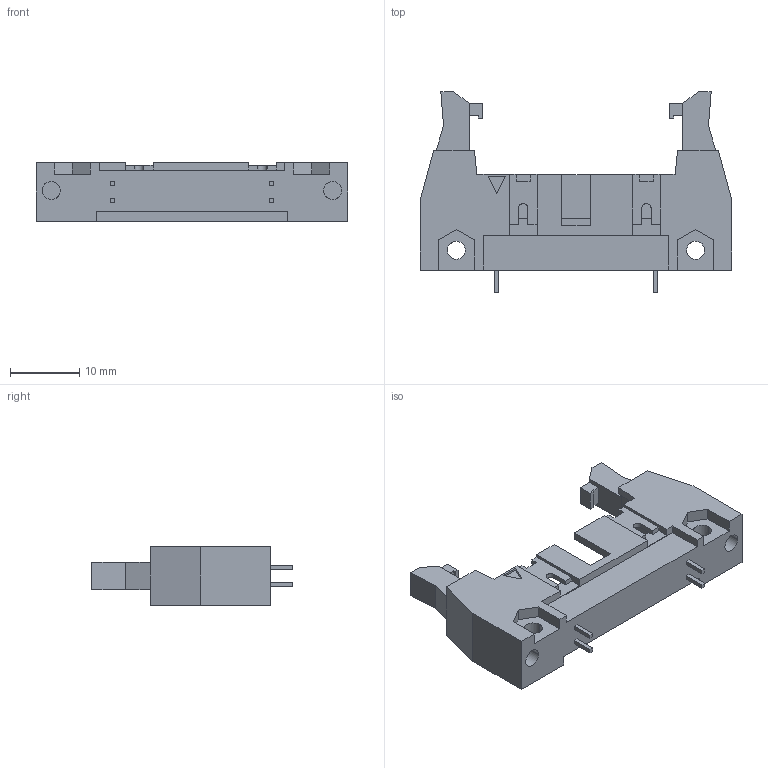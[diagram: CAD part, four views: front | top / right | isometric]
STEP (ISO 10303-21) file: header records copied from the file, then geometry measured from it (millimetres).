
FILE_DESCRIPTION(('STEP AP214'),'1');
FILE_NAME('09185205909.stp','2016-08-31T14:41:16',('TraceParts'),('TraceParts S.A.'),'Spatial InterOp 3D',' ',' ');
FILE_SCHEMA(('automotive_design'));
Length unit declared in the file: millimetre
Products named in the file (1): 09185205909
Bounding box: 45 x 28.95 x 8.5 mm (x, y, z)
Volume: 4007.9 mm3; surface area: 3478.5 mm2
Topology: 1 solids, 1 shells, 154 faces, 421 edges, 278 vertices
Faces by surface type: bspline 154
Entity records: 6214 total; most frequent: CARTESIAN_POINT 1889, ORIENTED_EDGE 842, EDGE_CURVE 421, B_SPLINE_CURVE_WITH_KNOTS 397, VERTEX_POINT 278, PRESENTATION_STYLE_ASSIGNMENT 260, COLOUR_RGB 260, STYLED_ITEM 219
